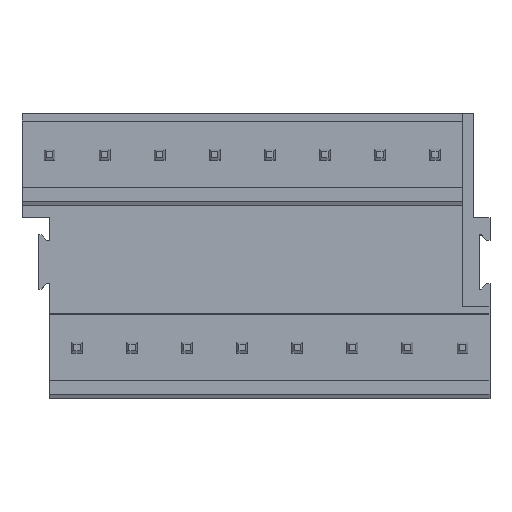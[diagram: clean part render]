
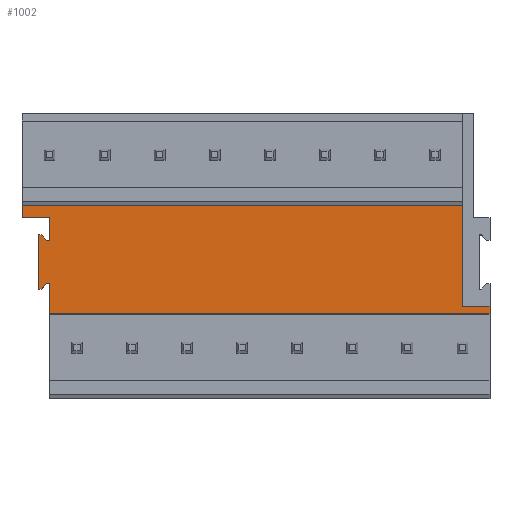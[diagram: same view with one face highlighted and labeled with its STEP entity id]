
A CAD part, top view. The second image highlights one B-rep face of the part: STEP entity #1002.
In plain terms, the highlighted planar face has unit normal (0, 0, 1).
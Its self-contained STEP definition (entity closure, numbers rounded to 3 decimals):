
#665=AXIS2_PLACEMENT_3D('Plane Axis2P3D',#662,#663,#664) ;
#42=CARTESIAN_POINT('Vertex',(2.54,14.6,15.2)) ;
#45=CARTESIAN_POINT('Line Origine',(2.54,15.65,15.2)) ;
#49=CARTESIAN_POINT('Vertex',(2.54,16.7,15.2)) ;
#82=CARTESIAN_POINT('Vertex',(2.54,10.6,15.2)) ;
#85=CARTESIAN_POINT('Line Origine',(2.39,10.6,15.2)) ;
#89=CARTESIAN_POINT('Vertex',(2.24,10.6,15.2)) ;
#116=CARTESIAN_POINT('Line Origine',(2.005,10.35,15.2)) ;
#120=CARTESIAN_POINT('Vertex',(1.77,10.1,15.2)) ;
#147=CARTESIAN_POINT('Line Origine',(1.655,10.1,15.2)) ;
#151=CARTESIAN_POINT('Vertex',(1.54,10.1,15.2)) ;
#178=CARTESIAN_POINT('Line Origine',(1.54,12.6,15.2)) ;
#182=CARTESIAN_POINT('Vertex',(1.54,15.1,15.2)) ;
#209=CARTESIAN_POINT('Line Origine',(1.655,15.1,15.2)) ;
#213=CARTESIAN_POINT('Vertex',(1.77,15.1,15.2)) ;
#240=CARTESIAN_POINT('Line Origine',(2.005,14.85,15.2)) ;
#244=CARTESIAN_POINT('Vertex',(2.24,14.6,15.2)) ;
#271=CARTESIAN_POINT('Line Origine',(2.39,14.6,15.2)) ;
#299=CARTESIAN_POINT('Vertex',(2.54,7.8,15.2)) ;
#313=CARTESIAN_POINT('Vertex',(43.18,7.8,15.2)) ;
#316=CARTESIAN_POINT('Line Origine',(22.86,7.8,15.2)) ;
#662=CARTESIAN_POINT('Axis2P3D Location',(0.,0.4,15.2)) ;
#786=CARTESIAN_POINT('Line Origine',(2.54,9.2,15.2)) ;
#852=CARTESIAN_POINT('Vertex',(0.,16.7,15.2)) ;
#855=CARTESIAN_POINT('Line Origine',(0.,17.64,15.2)) ;
#859=CARTESIAN_POINT('Vertex',(0.,18.58,15.2)) ;
#953=CARTESIAN_POINT('Line Origine',(41.91,8.5,15.2)) ;
#957=CARTESIAN_POINT('Vertex',(43.18,8.5,15.2)) ;
#959=CARTESIAN_POINT('Vertex',(40.64,8.5,15.2)) ;
#962=CARTESIAN_POINT('Line Origine',(40.64,13.54,15.2)) ;
#966=CARTESIAN_POINT('Vertex',(40.64,18.58,15.2)) ;
#969=CARTESIAN_POINT('Line Origine',(20.32,18.58,15.2)) ;
#974=CARTESIAN_POINT('Line Origine',(1.27,16.7,15.2)) ;
#979=CARTESIAN_POINT('Line Origine',(43.18,8.15,15.2)) ;
#46=DIRECTION('Vector Direction',(0.,1.,0.)) ;
#86=DIRECTION('Vector Direction',(-1.,0.,0.)) ;
#117=DIRECTION('Vector Direction',(-0.685,-0.729,0.)) ;
#148=DIRECTION('Vector Direction',(-1.,0.,0.)) ;
#179=DIRECTION('Vector Direction',(0.,1.,0.)) ;
#210=DIRECTION('Vector Direction',(1.,0.,0.)) ;
#241=DIRECTION('Vector Direction',(0.685,-0.729,0.)) ;
#272=DIRECTION('Vector Direction',(1.,0.,0.)) ;
#317=DIRECTION('Vector Direction',(1.,0.,0.)) ;
#663=DIRECTION('Axis2P3D Direction',(0.,0.,-1.)) ;
#664=DIRECTION('Axis2P3D XDirection',(0.,1.,0.)) ;
#787=DIRECTION('Vector Direction',(0.,-1.,0.)) ;
#856=DIRECTION('Vector Direction',(0.,1.,0.)) ;
#954=DIRECTION('Vector Direction',(-1.,0.,0.)) ;
#963=DIRECTION('Vector Direction',(0.,-1.,0.)) ;
#970=DIRECTION('Vector Direction',(1.,0.,0.)) ;
#975=DIRECTION('Vector Direction',(1.,0.,0.)) ;
#980=DIRECTION('Vector Direction',(0.,1.,0.)) ;
#47=VECTOR('Line Direction',#46,1.) ;
#87=VECTOR('Line Direction',#86,1.) ;
#118=VECTOR('Line Direction',#117,1.) ;
#149=VECTOR('Line Direction',#148,1.) ;
#180=VECTOR('Line Direction',#179,1.) ;
#211=VECTOR('Line Direction',#210,1.) ;
#242=VECTOR('Line Direction',#241,1.) ;
#273=VECTOR('Line Direction',#272,1.) ;
#318=VECTOR('Line Direction',#317,1.) ;
#788=VECTOR('Line Direction',#787,1.) ;
#857=VECTOR('Line Direction',#856,1.) ;
#955=VECTOR('Line Direction',#954,1.) ;
#964=VECTOR('Line Direction',#963,1.) ;
#971=VECTOR('Line Direction',#970,1.) ;
#976=VECTOR('Line Direction',#975,1.) ;
#981=VECTOR('Line Direction',#980,1.) ;
#985=ORIENTED_EDGE('',*,*,#961,.T.) ;
#986=ORIENTED_EDGE('',*,*,#968,.F.) ;
#987=ORIENTED_EDGE('',*,*,#973,.F.) ;
#988=ORIENTED_EDGE('',*,*,#861,.F.) ;
#989=ORIENTED_EDGE('',*,*,#978,.T.) ;
#990=ORIENTED_EDGE('',*,*,#51,.F.) ;
#991=ORIENTED_EDGE('',*,*,#275,.F.) ;
#992=ORIENTED_EDGE('',*,*,#246,.F.) ;
#993=ORIENTED_EDGE('',*,*,#215,.F.) ;
#994=ORIENTED_EDGE('',*,*,#184,.F.) ;
#995=ORIENTED_EDGE('',*,*,#153,.F.) ;
#996=ORIENTED_EDGE('',*,*,#122,.F.) ;
#997=ORIENTED_EDGE('',*,*,#91,.F.) ;
#998=ORIENTED_EDGE('',*,*,#790,.T.) ;
#999=ORIENTED_EDGE('',*,*,#320,.T.) ;
#1000=ORIENTED_EDGE('',*,*,#983,.T.) ;
#1002=ADVANCED_FACE('Housing',(#1001),#666,.F.) ;
#51=EDGE_CURVE('',#43,#50,#48,.T.) ;
#91=EDGE_CURVE('',#83,#90,#88,.T.) ;
#122=EDGE_CURVE('',#90,#121,#119,.T.) ;
#153=EDGE_CURVE('',#121,#152,#150,.T.) ;
#184=EDGE_CURVE('',#152,#183,#181,.T.) ;
#215=EDGE_CURVE('',#183,#214,#212,.T.) ;
#246=EDGE_CURVE('',#214,#245,#243,.T.) ;
#275=EDGE_CURVE('',#245,#43,#274,.T.) ;
#320=EDGE_CURVE('',#300,#314,#319,.T.) ;
#790=EDGE_CURVE('',#83,#300,#789,.T.) ;
#861=EDGE_CURVE('',#853,#860,#858,.T.) ;
#961=EDGE_CURVE('',#958,#960,#956,.T.) ;
#968=EDGE_CURVE('',#967,#960,#965,.T.) ;
#973=EDGE_CURVE('',#860,#967,#972,.T.) ;
#978=EDGE_CURVE('',#853,#50,#977,.T.) ;
#983=EDGE_CURVE('',#314,#958,#982,.T.) ;
#984=EDGE_LOOP('',(#985,#986,#987,#988,#989,#990,#991,#992,#993,#994,#995,#996,#997,#998,#999,#1000)) ;
#1001=FACE_OUTER_BOUND('',#984,.T.) ;
#48=LINE('Line',#45,#47) ;
#88=LINE('Line',#85,#87) ;
#119=LINE('Line',#116,#118) ;
#150=LINE('Line',#147,#149) ;
#181=LINE('Line',#178,#180) ;
#212=LINE('Line',#209,#211) ;
#243=LINE('Line',#240,#242) ;
#274=LINE('Line',#271,#273) ;
#319=LINE('Line',#316,#318) ;
#789=LINE('Line',#786,#788) ;
#858=LINE('Line',#855,#857) ;
#956=LINE('Line',#953,#955) ;
#965=LINE('Line',#962,#964) ;
#972=LINE('Line',#969,#971) ;
#977=LINE('Line',#974,#976) ;
#982=LINE('Line',#979,#981) ;
#666=PLANE('',#665) ;
#43=VERTEX_POINT('',#42) ;
#50=VERTEX_POINT('',#49) ;
#83=VERTEX_POINT('',#82) ;
#90=VERTEX_POINT('',#89) ;
#121=VERTEX_POINT('',#120) ;
#152=VERTEX_POINT('',#151) ;
#183=VERTEX_POINT('',#182) ;
#214=VERTEX_POINT('',#213) ;
#245=VERTEX_POINT('',#244) ;
#300=VERTEX_POINT('',#299) ;
#314=VERTEX_POINT('',#313) ;
#853=VERTEX_POINT('',#852) ;
#860=VERTEX_POINT('',#859) ;
#958=VERTEX_POINT('',#957) ;
#960=VERTEX_POINT('',#959) ;
#967=VERTEX_POINT('',#966) ;
